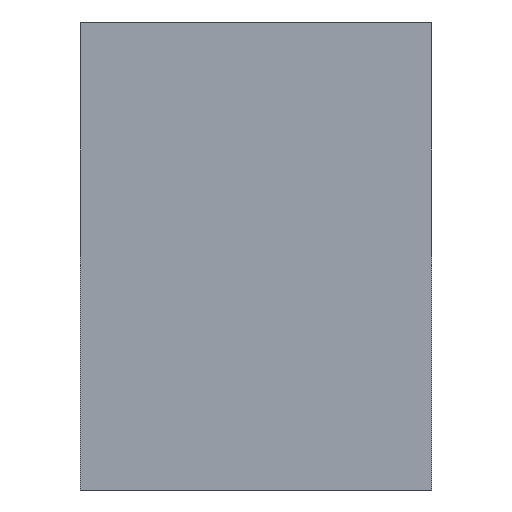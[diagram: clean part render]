
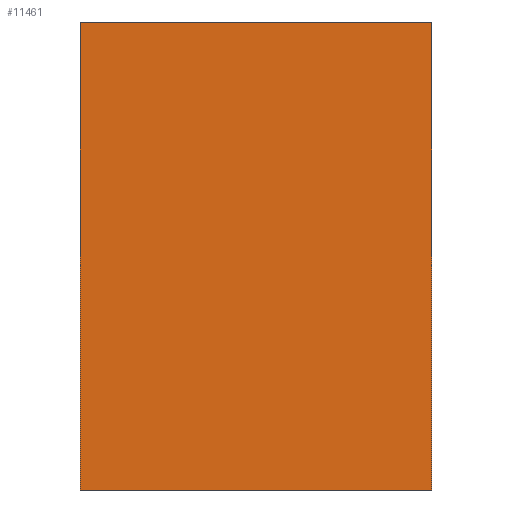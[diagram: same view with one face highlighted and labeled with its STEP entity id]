
A CAD part, left-side view. The second image highlights one B-rep face of the part: STEP entity #11461.
In plain terms, the highlighted planar face has unit normal (-1, 0, 0).
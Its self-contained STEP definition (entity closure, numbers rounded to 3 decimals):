
#2095=FACE_OUTER_BOUND('',#2977,.T.);
#2977=EDGE_LOOP('',(#7824,#7825,#7826,#7827));
#4195=LINE('',#19103,#4629);
#4203=LINE('',#19118,#4637);
#4204=LINE('',#19120,#4638);
#4205=LINE('',#19121,#4639);
#4629=VECTOR('',#14476,10.);
#4637=VECTOR('',#14488,10.);
#4638=VECTOR('',#14491,10.);
#4639=VECTOR('',#14492,10.);
#5059=VERTEX_POINT('',#19100);
#5060=VERTEX_POINT('',#19102);
#5064=VERTEX_POINT('',#19114);
#5065=VERTEX_POINT('',#19116);
#6163=EDGE_CURVE('',#5059,#5060,#4195,.T.);
#6171=EDGE_CURVE('',#5064,#5065,#4203,.T.);
#6172=EDGE_CURVE('',#5059,#5064,#4204,.T.);
#6173=EDGE_CURVE('',#5060,#5065,#4205,.T.);
#7824=ORIENTED_EDGE('',*,*,#6172,.T.);
#7825=ORIENTED_EDGE('',*,*,#6171,.T.);
#7826=ORIENTED_EDGE('',*,*,#6173,.F.);
#7827=ORIENTED_EDGE('',*,*,#6163,.F.);
#11095=PLANE('',#12365);
#11461=ADVANCED_FACE('',(#2095),#11095,.T.);
#12365=AXIS2_PLACEMENT_3D('',#19119,#14489,#14490);
#14476=DIRECTION('',(0.,0.,1.));
#14488=DIRECTION('',(0.,0.,1.));
#14489=DIRECTION('center_axis',(-1.,0.,0.));
#14490=DIRECTION('ref_axis',(0.,-1.,0.));
#14491=DIRECTION('',(0.,-1.,0.));
#14492=DIRECTION('',(0.,-1.,0.));
#19100=CARTESIAN_POINT('',(610.189,45.636,45.794));
#19102=CARTESIAN_POINT('',(610.189,45.636,245.794));
#19103=CARTESIAN_POINT('',(610.189,45.636,45.794));
#19114=CARTESIAN_POINT('',(610.189,-104.364,45.794));
#19116=CARTESIAN_POINT('',(610.189,-104.364,245.794));
#19118=CARTESIAN_POINT('',(610.189,-104.364,45.794));
#19119=CARTESIAN_POINT('Origin',(610.189,45.636,45.794));
#19120=CARTESIAN_POINT('',(610.189,45.636,45.794));
#19121=CARTESIAN_POINT('',(610.189,45.636,245.794));
